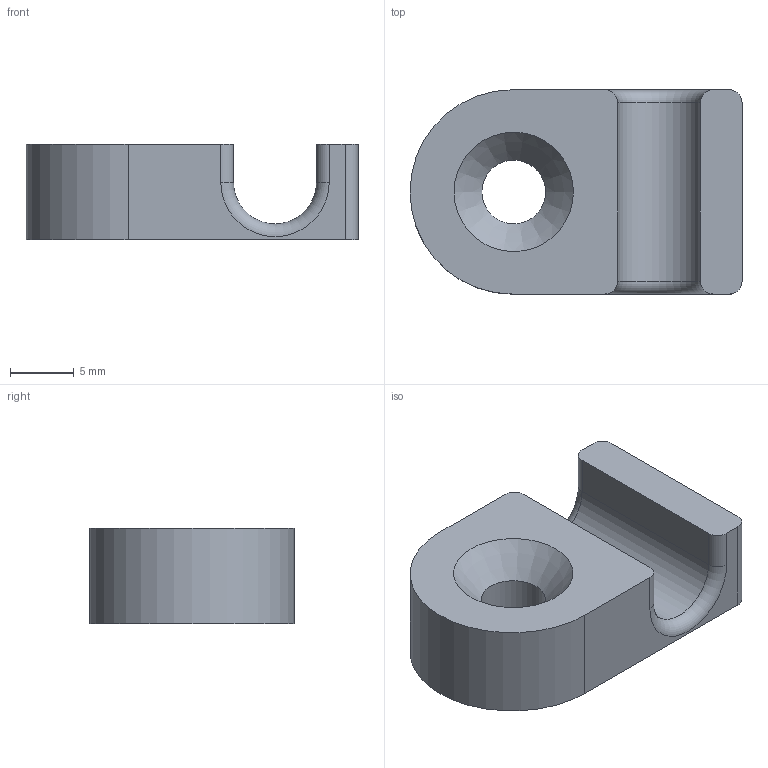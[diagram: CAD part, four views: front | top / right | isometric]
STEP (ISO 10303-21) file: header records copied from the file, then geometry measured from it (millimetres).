
FILE_DESCRIPTION( ( '' ), ' ' );
FILE_NAME( '5a738d2a674e2a0eee0fea0f.step', '2018-02-01T21:56:59', ( '' ), ( '' ), ' ', ' ', ' ' );
FILE_SCHEMA( ( 'AUTOMOTIVE_DESIGN { 1 0 10303 214 1 1 1 1 }' ) );
Length unit declared in the file: metre
Products named in the file (1): Clip
Bounding box: 26 x 16 x 7.5 mm (x, y, z)
Volume: 2123.7 mm3; surface area: 1482.1 mm2
Topology: 1 solids, 1 shells, 20 faces, 49 edges, 31 vertices
Faces by surface type: cylinder 9, plane 8, torus 2, cone 1
Full cylindrical faces by diameter (mm): 5 x1
Entity records: 764 total; most frequent: DIRECTION 110, CARTESIAN_POINT 99, ORIENTED_EDGE 94, EDGE_CURVE 47, AXIS2_PLACEMENT_3D 42, VERTEX_POINT 31, LINE 26, VECTOR 26
